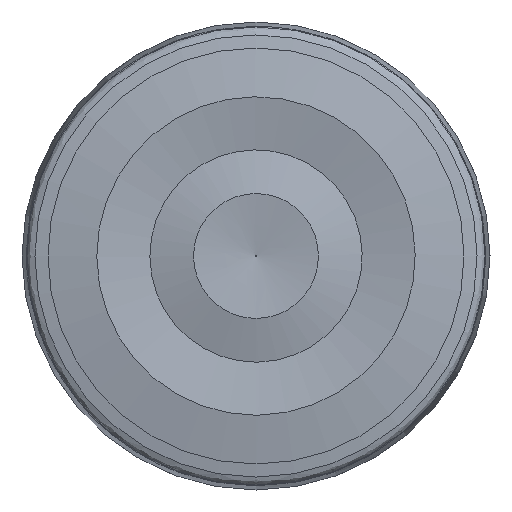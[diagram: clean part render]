
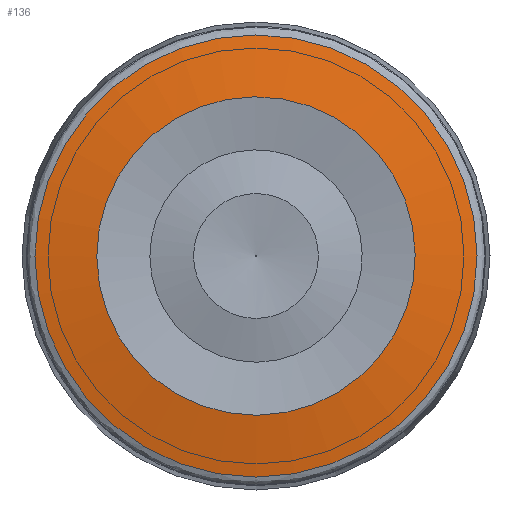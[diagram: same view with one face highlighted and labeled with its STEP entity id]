
A CAD part, left-side view. The second image highlights one B-rep face of the part: STEP entity #136.
In plain terms, the highlighted face is a revolution surface.
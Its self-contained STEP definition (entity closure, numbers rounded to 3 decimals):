
#26=SURFACE_OF_REVOLUTION('',#54,#40);
#40=AXIS1_PLACEMENT('',#746,#624);
#54=LINE('',#745,#65);
#65=VECTOR('',#623,7.257);
#136=ADVANCED_FACE('',(#196,#197),#26,.T.);
#196=FACE_BOUND('',#264,.T.);
#197=FACE_BOUND('',#265,.T.);
#264=EDGE_LOOP('',(#332));
#265=EDGE_LOOP('',(#333));
#332=ORIENTED_EDGE('',*,*,#415,.F.);
#333=ORIENTED_EDGE('',*,*,#413,.T.);
#379=VERTEX_POINT('',#738);
#381=VERTEX_POINT('',#744);
#413=EDGE_CURVE('',#379,#379,#447,.T.);
#415=EDGE_CURVE('',#381,#381,#449,.T.);
#447=CIRCLE('',#507,18.37);
#449=CIRCLE('',#509,25.509);
#507=AXIS2_PLACEMENT_3D('',#737,#615,#616);
#509=AXIS2_PLACEMENT_3D('',#743,#621,#622);
#615=DIRECTION('',(1.,0.,0.));
#616=DIRECTION('',(0.,0.,-1.));
#621=DIRECTION('',(1.,0.,0.));
#622=DIRECTION('',(0.,0.,-1.));
#623=DIRECTION('',(0.174,-0.985,0.));
#624=DIRECTION('',(1.,0.,0.));
#737=CARTESIAN_POINT('',(0.1,0.,0.));
#738=CARTESIAN_POINT('',(0.1,0.,-18.37));
#743=CARTESIAN_POINT('',(1.36,0.,0.));
#744=CARTESIAN_POINT('',(1.36,0.,-25.509));
#745=CARTESIAN_POINT('',(0.1,-18.342,1.));
#746=CARTESIAN_POINT('',(2.85,0.,0.));
